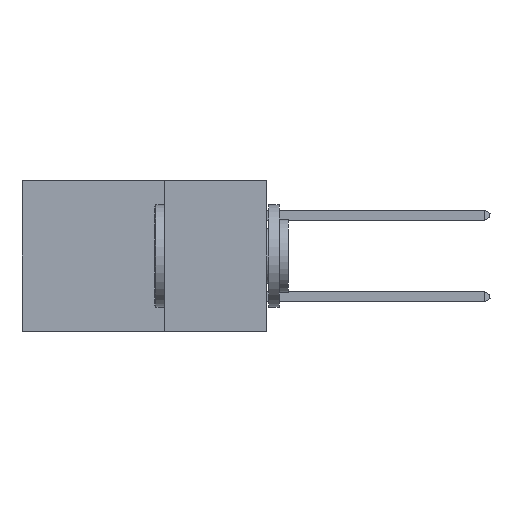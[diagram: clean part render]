
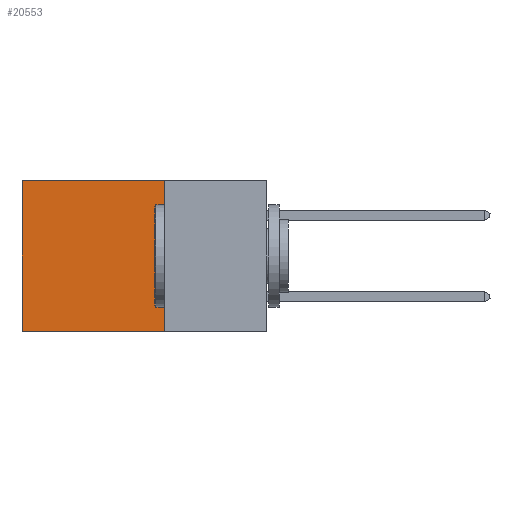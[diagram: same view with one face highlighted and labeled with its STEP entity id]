
A CAD part, left-side view. The second image highlights one B-rep face of the part: STEP entity #20553.
In plain terms, the highlighted planar face has unit normal (-1, 0, 0).
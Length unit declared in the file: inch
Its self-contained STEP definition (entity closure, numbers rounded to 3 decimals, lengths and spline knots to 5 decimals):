
#586 = FACE_OUTER_BOUND ( 'NONE', #12257, .T. ) ;
#930 = CARTESIAN_POINT ( 'NONE',  ( 0.2875, 0.25, 0. ) ) ;
#1551 = ORIENTED_EDGE ( 'NONE', *, *, #40212, .F. ) ;
#1602 = EDGE_CURVE ( 'NONE', #11369, #3429, #28570, .T. ) ;
#2597 = ORIENTED_EDGE ( 'NONE', *, *, #1602, .T. ) ;
#2898 = VECTOR ( 'NONE', #20260, 39.37008 ) ;
#3403 = ORIENTED_EDGE ( 'NONE', *, *, #45370, .T. ) ;
#3429 = VERTEX_POINT ( 'NONE', #15050 ) ;
#8253 = PLANE ( 'NONE',  #41859 ) ;
#9733 = DIRECTION ( 'NONE',  ( 0., 0., -1. ) ) ;
#11369 = VERTEX_POINT ( 'NONE', #28214 ) ;
#11577 = DIRECTION ( 'NONE',  ( 0., 0., -1. ) ) ;
#12098 = VECTOR ( 'NONE', #31909, 39.37008 ) ;
#12257 = EDGE_LOOP ( 'NONE', ( #2597, #31941, #1551, #3403 ) ) ;
#15050 = CARTESIAN_POINT ( 'NONE',  ( 0.2875, 0.6, -0.37 ) ) ;
#15060 = CARTESIAN_POINT ( 'NONE',  ( 0.2875, 0.25, -0.37 ) ) ;
#20260 = DIRECTION ( 'NONE',  ( 0., 1., 0. ) ) ;
#20553 = ADVANCED_FACE ( 'NONE', ( #586 ), #8253, .F. ) ;
#26444 = DIRECTION ( 'NONE',  ( 0., 0., -1. ) ) ;
#26568 = CARTESIAN_POINT ( 'NONE',  ( 0.2875, 0.6, 0. ) ) ;
#26813 = LINE ( 'NONE', #42651, #45137 ) ;
#27261 = CARTESIAN_POINT ( 'NONE',  ( 0.2875, 0.25, 0. ) ) ;
#28214 = CARTESIAN_POINT ( 'NONE',  ( 0.2875, 0.6, 0. ) ) ;
#28570 = LINE ( 'NONE', #26568, #33199 ) ;
#29405 = EDGE_CURVE ( 'NONE', #45124, #3429, #34880, .T. ) ;
#31909 = DIRECTION ( 'NONE',  ( 0., 1., 0. ) ) ;
#31941 = ORIENTED_EDGE ( 'NONE', *, *, #29405, .F. ) ;
#33199 = VECTOR ( 'NONE', #11577, 39.37008 ) ;
#33503 = DIRECTION ( 'NONE',  ( 1., 0., 0. ) ) ;
#33694 = CARTESIAN_POINT ( 'NONE',  ( 0.2875, 0.25, 0. ) ) ;
#34880 = LINE ( 'NONE', #46144, #2898 ) ;
#35548 = LINE ( 'NONE', #27261, #12098 ) ;
#37674 = VERTEX_POINT ( 'NONE', #33694 ) ;
#40212 = EDGE_CURVE ( 'NONE', #37674, #45124, #26813, .T. ) ;
#41859 = AXIS2_PLACEMENT_3D ( 'NONE', #930, #33503, #26444 ) ;
#42651 = CARTESIAN_POINT ( 'NONE',  ( 0.2875, 0.25, 0. ) ) ;
#45124 = VERTEX_POINT ( 'NONE', #15060 ) ;
#45137 = VECTOR ( 'NONE', #9733, 39.37008 ) ;
#45370 = EDGE_CURVE ( 'NONE', #37674, #11369, #35548, .T. ) ;
#46144 = CARTESIAN_POINT ( 'NONE',  ( 0.2875, 0.25, -0.37 ) ) ;
